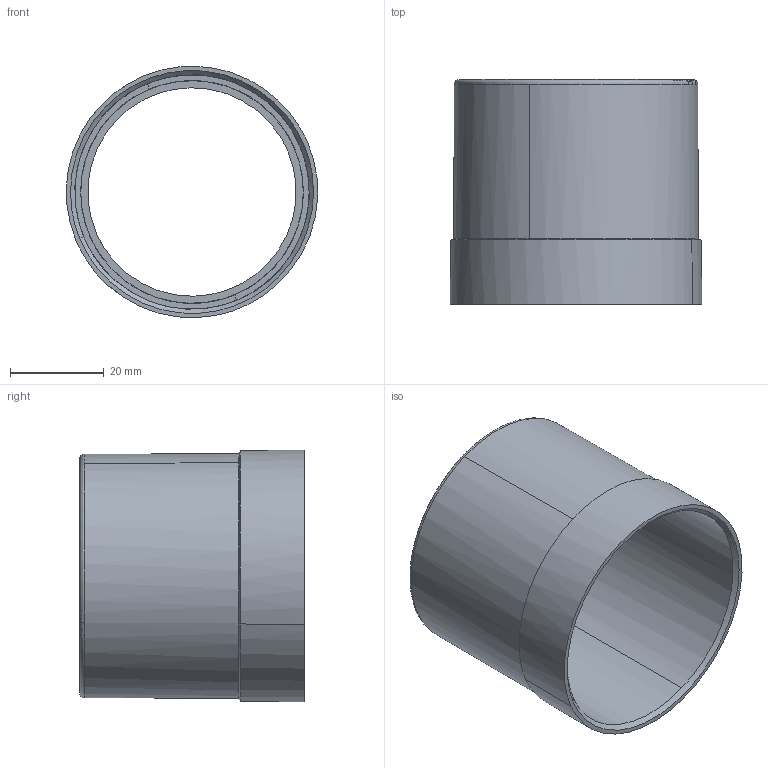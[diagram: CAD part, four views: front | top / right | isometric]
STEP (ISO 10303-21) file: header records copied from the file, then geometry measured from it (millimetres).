
FILE_DESCRIPTION(/* description */ (''),/* implementation_level */ '2;1');
FILE_NAME(/* name */ '2047888',/* time_stamp */ '2014-01-09T15:46:21+01:00',/* author */ (''),/* organization */ (''),/* preprocessor_version */ 'ST-DEVELOPER v15',/* originating_system */ '',/* authorisation */ '');
FILE_SCHEMA (('CONFIG_CONTROL_DESIGN'));
Length unit declared in the file: millimetre
Products named in the file (1): Document
Bounding box: 53.66 x 48 x 53.66 mm (x, y, z)
Volume: 10983.1 mm3; surface area: 16851.3 mm2
Topology: 1 solids, 1 shells, 165 faces, 480 edges, 318 vertices
Faces by surface type: plane 139, bspline 26
Entity records: 6893 total; most frequent: CARTESIAN_POINT 3702, ORIENTED_EDGE 960, EDGE_CURVE 480, B_SPLINE_CURVE_WITH_KNOTS 423, VERTEX_POINT 318, EDGE_LOOP 168, ADVANCED_FACE 165, FACE_OUTER_BOUND 165
